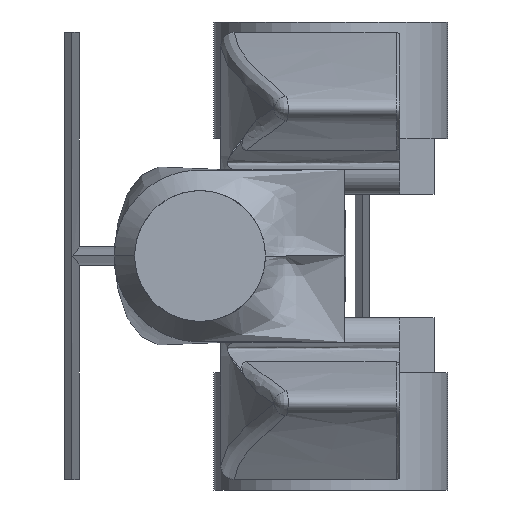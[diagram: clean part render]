
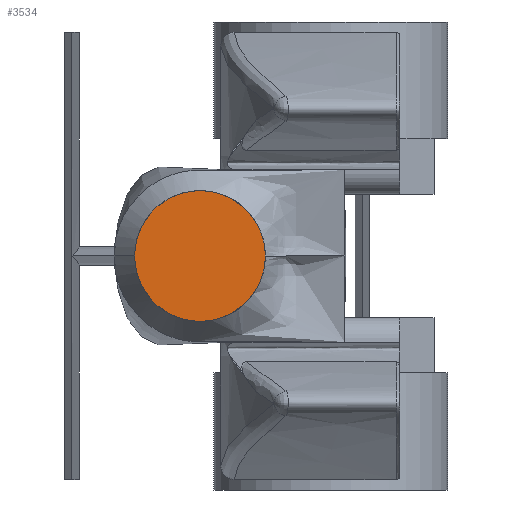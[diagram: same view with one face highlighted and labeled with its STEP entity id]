
A CAD part, left-side view. The second image highlights one B-rep face of the part: STEP entity #3534.
In plain terms, the highlighted planar face has unit normal (-1, 0, 0).
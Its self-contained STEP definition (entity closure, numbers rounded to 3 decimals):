
#971=FACE_OUTER_BOUND('',#1180,.T.);
#1180=EDGE_LOOP('',(#3149));
#1332=CIRCLE('',#3833,9.5);
#1654=VERTEX_POINT('',#30094);
#2172=EDGE_CURVE('',#1654,#1654,#1332,.T.);
#3149=ORIENTED_EDGE('',*,*,#2172,.T.);
#3351=PLANE('',#3834);
#3534=ADVANCED_FACE('',(#971),#3351,.F.);
#3833=AXIS2_PLACEMENT_3D('',#30096,#4586,#4587);
#3834=AXIS2_PLACEMENT_3D('',#30097,#4588,#4589);
#4586=DIRECTION('center_axis',(-1.,0.,0.));
#4587=DIRECTION('ref_axis',(0.,1.,0.));
#4588=DIRECTION('center_axis',(1.,0.,0.));
#4589=DIRECTION('ref_axis',(0.,0.,-1.));
#30094=CARTESIAN_POINT('',(50.,19.5,0.));
#30096=CARTESIAN_POINT('Origin',(50.,29.,0.));
#30097=CARTESIAN_POINT('Origin',(50.,29.,4.75));
